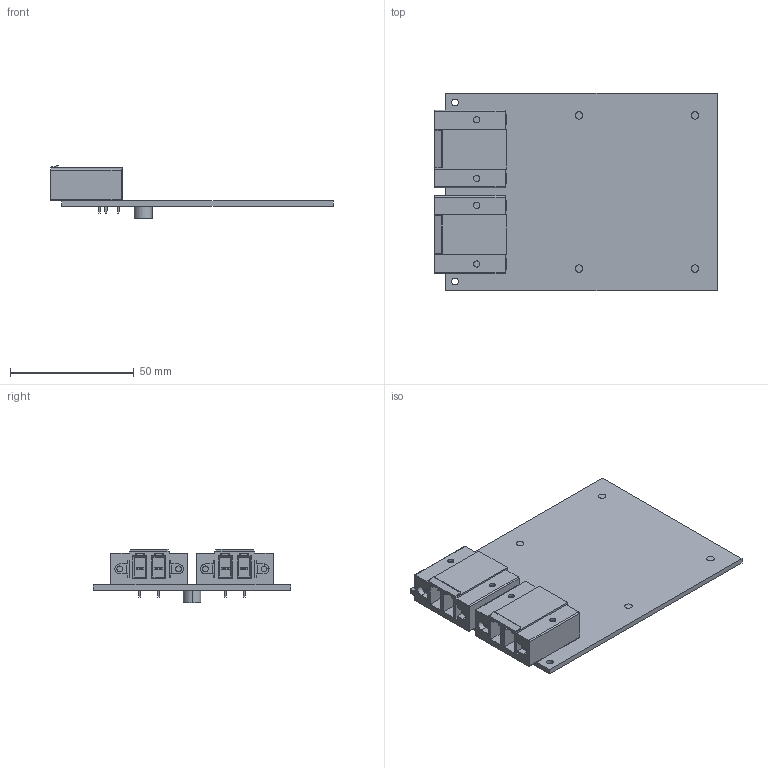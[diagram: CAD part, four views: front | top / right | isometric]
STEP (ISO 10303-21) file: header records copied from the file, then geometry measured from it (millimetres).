
FILE_DESCRIPTION(/* description */ ('PCB Design'),/* implementation_level */ '2;1');
FILE_NAME(/* name */ 'STOP-Filter_01v1',/* time_stamp */ '2017-12-18T10:08:09+05:00',/* author */ ('Shcheblykin'),/* organization */ (''),/* preprocessor_version */ 'ST-DEVELOPER v15',/* originating_system */ 'allegro_16.6-2015S073',/* authorisation */ '');
FILE_SCHEMA (('AUTOMOTIVE_DESIGN'));
Length unit declared in the file: millimetre
Products named in the file (9): STOP-FILTER_01V1; BOARD; COMPONENTS; TEXT; MTG410H270; MTG720H320; PHOENIX_1720796; pc_5-2-gf-7.62
Assembly tree (14 placements, depth 5):
  STOP-FILTER_01V1
    BOARD
    COMPONENTS
      TEXT  x3
      MTG410H270  x4
      MTG720H320
      PHOENIX_1720796  x2
        pc_5-2-gf-7.62
          pc_5-2-gf-7.62
Bounding box: 114.42 x 80 x 21.5 mm (x, y, z)
Volume: 20536.3 mm3; surface area: 64971.8 mm2
Topology: 2 solids, 11 shells, 462 faces, 1169 edges, 752 vertices
Faces by surface type: plane 348, cylinder 114
Entity records: 8742 total; most frequent: ORIENTED_EDGE 1206, CARTESIAN_POINT 1136, DIRECTION 1018, EDGE_CURVE 615, VECTOR 475, LINE 475, VERTEX_POINT 426, AXIS2_PLACEMENT_3D 349
